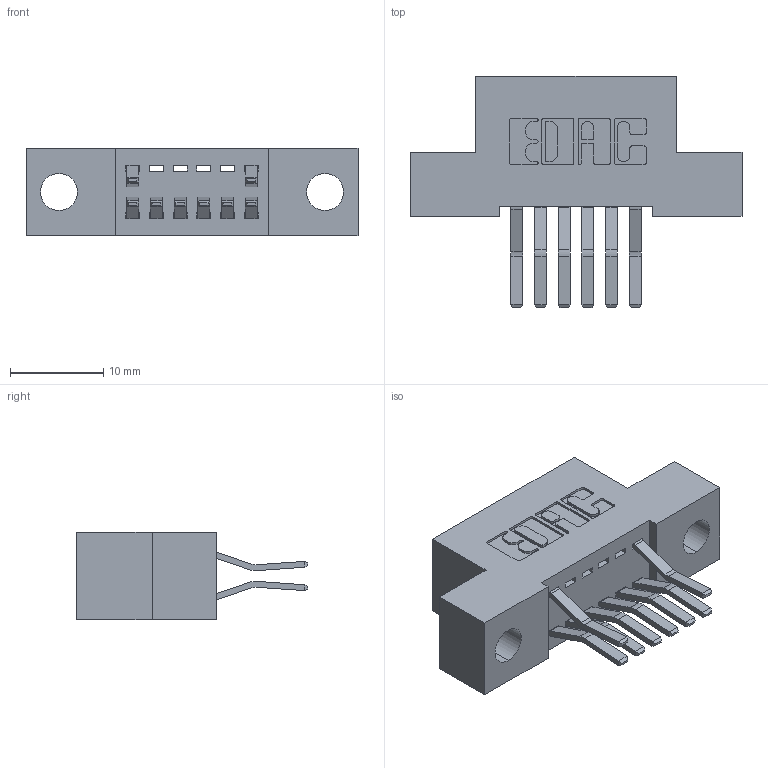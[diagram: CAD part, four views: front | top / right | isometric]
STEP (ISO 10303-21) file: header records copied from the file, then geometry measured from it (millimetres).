
FILE_DESCRIPTION (( 'STEP AP203' ), '1' );
FILE_NAME ('342-012-560-204.STEP', '2018-08-10T16:00:51', ( '' ), ( '' ), 'SwSTEP 2.0', 'SolidWorks 2016', '' );
FILE_SCHEMA (( 'CONFIG_CONTROL_DESIGN' ));
Length unit declared in the file: inch
Products named in the file (3): 342 Part_.156 TH; 345-292-001_560 Tail; 342-012-560-204
Assembly tree (9 placements, depth 2):
  342-012-560-204
    342 Part_.156 TH
    345-292-001_560 Tail  x8
Bounding box: 35.56 x 24.78 x 9.4 mm (x, y, z)
Volume: 2954.2 mm3; surface area: 3672.8 mm2
Topology: 9 solids, 9 shells, 566 faces, 1671 edges, 1102 vertices
Faces by surface type: plane 378, cylinder 188
Entity records: 8347 total; most frequent: CARTESIAN_POINT 1442, ORIENTED_EDGE 1382, DIRECTION 1295, EDGE_CURVE 691, LINE 559, VECTOR 559, VERTEX_POINT 458, AXIS2_PLACEMENT_3D 368
